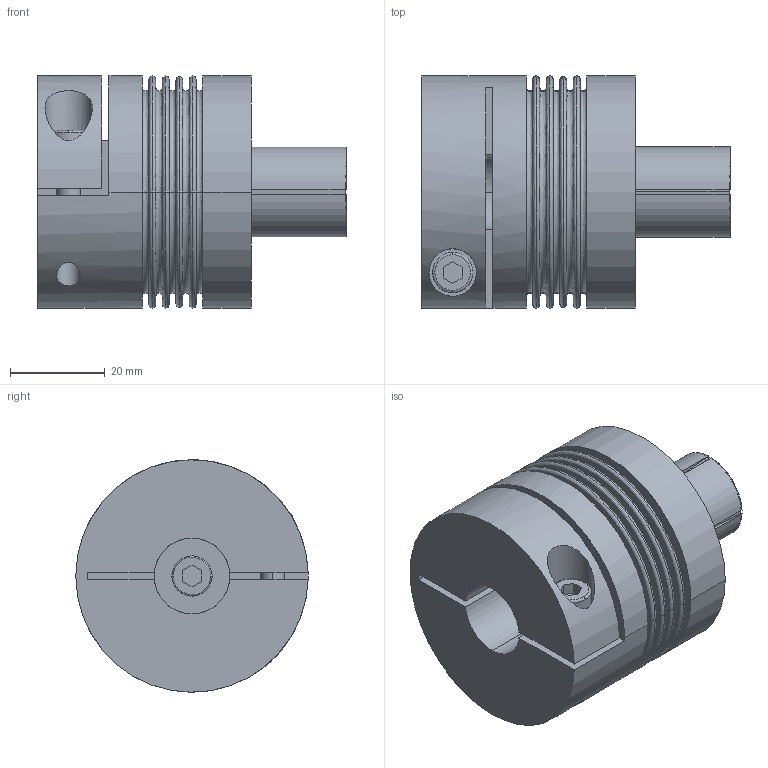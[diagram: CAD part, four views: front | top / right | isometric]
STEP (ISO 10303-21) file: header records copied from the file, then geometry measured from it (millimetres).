
FILE_DESCRIPTION(('STEP AP214'),'1');
FILE_NAME('cctmp_9A38613E-9B39-44E6-A7FF-1F70B10B11E4_2023_06_09_08_37_06_0799..stp','2023-06-09T06:37:07',('R+W Antriebselemente GmbH'),('CADClick - www.CADClick.com'),'Spatial InterOp 3D',' ','unknown authorization');
FILE_SCHEMA(('AUTOMOTIVE_DESIGN'));
Length unit declared in the file: millimetre
Products named in the file (1): BK7/15/45/16/19
Bounding box: 65 x 49 x 49 mm (x, y, z)
Volume: 63843 mm3; surface area: 23366.5 mm2
Topology: 1 solids, 1 shells, 119 faces, 276 edges, 178 vertices
Faces by surface type: plane 53, cylinder 30, bspline 30, cone 6
Entity records: 7713 total; most frequent: CARTESIAN_POINT 4152, ORIENTED_EDGE 552, DIRECTION 517, EDGE_CURVE 276, AXIS2_PLACEMENT_3D 203, VERTEX_POINT 178, EDGE_LOOP 140, STYLED_ITEM 120
